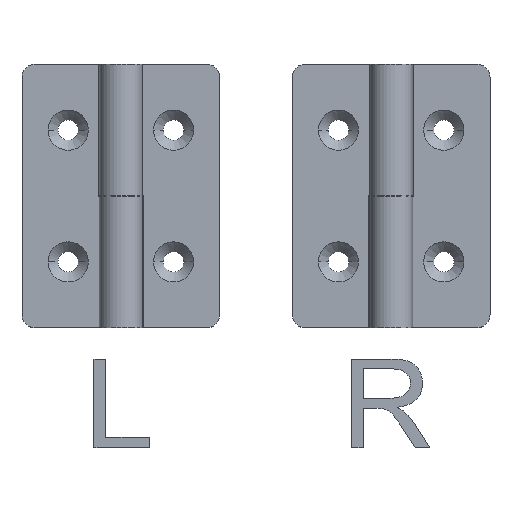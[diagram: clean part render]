
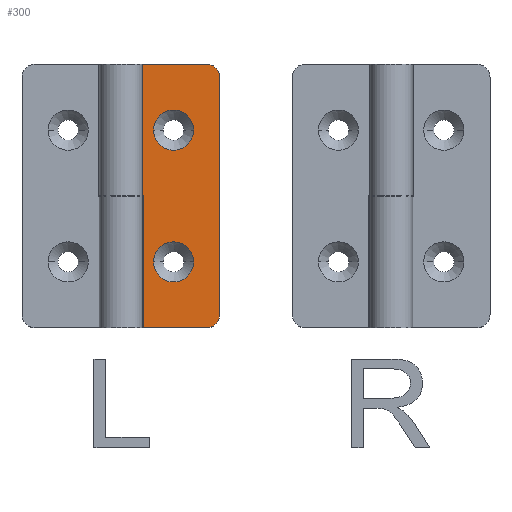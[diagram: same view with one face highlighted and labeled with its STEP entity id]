
A CAD part, top view. The second image highlights one B-rep face of the part: STEP entity #300.
In plain terms, the highlighted planar face has unit normal (0, 0, 1).
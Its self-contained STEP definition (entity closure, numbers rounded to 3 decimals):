
#25=(
BOUNDED_CURVE()
B_SPLINE_CURVE(1,(#2879,#2880),.UNSPECIFIED.,.F.,.F.)
B_SPLINE_CURVE_WITH_KNOTS((2,2),(20.05,40.),.UNSPECIFIED.)
CURVE()
GEOMETRIC_REPRESENTATION_ITEM()
RATIONAL_B_SPLINE_CURVE((1.,1.))
REPRESENTATION_ITEM('')
);
#72=TRIMMED_CURVE($,#136,(#2930),(#2931),.T.,.CARTESIAN.);
#74=TRIMMED_CURVE($,#138,(#2940),(#2941),.T.,.CARTESIAN.);
#76=TRIMMED_CURVE($,#140,(#2954),(#2955),.T.,.CARTESIAN.);
#78=TRIMMED_CURVE($,#142,(#2960),(#2961),.T.,.CARTESIAN.);
#80=TRIMMED_CURVE($,#144,(#2970),(#2971),.T.,.CARTESIAN.);
#82=TRIMMED_CURVE($,#146,(#2980),(#2981),.T.,.CARTESIAN.);
#136=CIRCLE('',#1865,3.05);
#138=CIRCLE('',#1867,3.05);
#140=CIRCLE('',#1869,2.);
#142=CIRCLE('',#1871,2.);
#144=CIRCLE('',#1873,3.05);
#146=CIRCLE('',#1875,3.05);
#221=FACE_BOUND('',#509,.T.);
#222=FACE_BOUND('',#510,.T.);
#300=ADVANCED_FACE('',(#400,#221,#222),#1680,.T.);
#400=FACE_OUTER_BOUND('',#508,.T.);
#508=EDGE_LOOP('',(#829,#830,#831,#832,#833,#834,#835,#836));
#509=EDGE_LOOP('',(#837,#838));
#510=EDGE_LOOP('',(#839,#840));
#829=ORIENTED_EDGE('',*,*,#1228,.F.);
#830=ORIENTED_EDGE('',*,*,#1209,.T.);
#831=ORIENTED_EDGE('',*,*,#1195,.F.);
#832=ORIENTED_EDGE('',*,*,#1199,.F.);
#833=ORIENTED_EDGE('',*,*,#1213,.F.);
#834=ORIENTED_EDGE('',*,*,#1208,.F.);
#835=ORIENTED_EDGE('',*,*,#1226,.F.);
#836=ORIENTED_EDGE('',*,*,#1206,.T.);
#837=ORIENTED_EDGE('',*,*,#1231,.F.);
#838=ORIENTED_EDGE('',*,*,#1217,.F.);
#839=ORIENTED_EDGE('',*,*,#1220,.T.);
#840=ORIENTED_EDGE('',*,*,#1234,.T.);
#1195=EDGE_CURVE('',#1560,#1557,#25,.T.);
#1199=EDGE_CURVE('',#1566,#1560,#1420,.T.);
#1206=EDGE_CURVE('',#1577,#1576,#1425,.T.);
#1208=EDGE_CURVE('',#1578,#1567,#1427,.T.);
#1209=EDGE_CURVE('',#1579,#1557,#1428,.T.);
#1213=EDGE_CURVE('',#1567,#1566,#1432,.T.);
#1217=EDGE_CURVE('',#1569,#1580,#72,.T.);
#1220=EDGE_CURVE('',#1571,#1582,#74,.T.);
#1226=EDGE_CURVE('',#1577,#1578,#76,.T.);
#1228=EDGE_CURVE('',#1579,#1576,#78,.T.);
#1231=EDGE_CURVE('',#1580,#1569,#80,.T.);
#1234=EDGE_CURVE('',#1582,#1571,#82,.T.);
#1420=B_SPLINE_CURVE_WITH_KNOTS('',1,(#2888,#2889),.UNSPECIFIED.,.F.,.F.,
(2,2),(-44.95,-41.55),.UNSPECIFIED.);
#1425=B_SPLINE_CURVE_WITH_KNOTS('',1,(#2903,#2904),.UNSPECIFIED.,.F.,.F.,
(2,2),(2.,38.),.UNSPECIFIED.);
#1427=B_SPLINE_CURVE_WITH_KNOTS('',1,(#2907,#2908),.UNSPECIFIED.,.F.,.F.,
(2,2),(-29.5,-19.9),.UNSPECIFIED.);
#1428=B_SPLINE_CURVE_WITH_KNOTS('',1,(#2909,#2910),.UNSPECIFIED.,.F.,.F.,
(2,2),(-29.5,-16.5),.UNSPECIFIED.);
#1432=B_SPLINE_CURVE_WITH_KNOTS('',1,(#2917,#2918),.UNSPECIFIED.,.F.,.F.,
(2,2),(-65.,-44.95),.UNSPECIFIED.);
#1557=VERTEX_POINT('',#2845);
#1560=VERTEX_POINT('',#2848);
#1566=VERTEX_POINT('',#2854);
#1567=VERTEX_POINT('',#2855);
#1569=VERTEX_POINT('',#2857);
#1571=VERTEX_POINT('',#2859);
#1576=VERTEX_POINT('',#2864);
#1577=VERTEX_POINT('',#2865);
#1578=VERTEX_POINT('',#2866);
#1579=VERTEX_POINT('',#2867);
#1580=VERTEX_POINT('',#2868);
#1582=VERTEX_POINT('',#2870);
#1680=PLANE('',#1852);
#1852=AXIS2_PLACEMENT_3D('',#2756,#2014,$);
#1865=AXIS2_PLACEMENT_3D($,#2929,#2032,#2033);
#1867=AXIS2_PLACEMENT_3D($,#2939,#2036,#2037);
#1869=AXIS2_PLACEMENT_3D($,#2953,#2040,#2041);
#1871=AXIS2_PLACEMENT_3D($,#2959,#2044,#2045);
#1873=AXIS2_PLACEMENT_3D($,#2969,#2048,#2049);
#1875=AXIS2_PLACEMENT_3D($,#2979,#2052,#2053);
#2014=DIRECTION('',(0.,0.,1.));
#2032=DIRECTION('',(0.,0.,1.));
#2033=DIRECTION('',(-1.,0.,0.));
#2036=DIRECTION('',(0.,0.,-1.));
#2037=DIRECTION('',(-1.,0.,0.));
#2040=DIRECTION('',(0.,0.,-1.));
#2041=DIRECTION('',(1.,0.,0.));
#2044=DIRECTION('',(0.,0.,-1.));
#2045=DIRECTION('',(0.,1.,0.));
#2048=DIRECTION('',(0.,0.,1.));
#2049=DIRECTION('',(1.,0.,0.));
#2052=DIRECTION('',(0.,0.,-1.));
#2053=DIRECTION('',(1.,0.,0.));
#2756=CARTESIAN_POINT('',(-27.975,0.,7.536));
#2845=CARTESIAN_POINT('',(-42.975,40.,7.536));
#2848=CARTESIAN_POINT('',(-42.975,20.05,7.536));
#2854=CARTESIAN_POINT('',(-39.575,20.05,7.536));
#2855=CARTESIAN_POINT('',(-39.575,0.,7.536));
#2857=CARTESIAN_POINT('',(-38.025,30.,7.536));
#2859=CARTESIAN_POINT('',(-38.025,10.,7.536));
#2864=CARTESIAN_POINT('',(-27.975,38.,7.536));
#2865=CARTESIAN_POINT('',(-27.975,2.,7.536));
#2866=CARTESIAN_POINT('',(-29.975,0.,7.536));
#2867=CARTESIAN_POINT('',(-29.975,40.,7.536));
#2868=CARTESIAN_POINT('',(-31.925,30.,7.536));
#2870=CARTESIAN_POINT('',(-31.925,10.,7.536));
#2879=CARTESIAN_POINT('',(-42.975,20.05,7.536));
#2880=CARTESIAN_POINT('',(-42.975,40.,7.536));
#2888=CARTESIAN_POINT('',(-39.575,20.05,7.536));
#2889=CARTESIAN_POINT('',(-42.975,20.05,7.536));
#2903=CARTESIAN_POINT('',(-27.975,2.,7.536));
#2904=CARTESIAN_POINT('',(-27.975,38.,7.536));
#2907=CARTESIAN_POINT('',(-29.975,0.,7.536));
#2908=CARTESIAN_POINT('',(-39.575,0.,7.536));
#2909=CARTESIAN_POINT('',(-29.975,40.,7.536));
#2910=CARTESIAN_POINT('',(-42.975,40.,7.536));
#2917=CARTESIAN_POINT('',(-39.575,0.,7.536));
#2918=CARTESIAN_POINT('',(-39.575,20.05,7.536));
#2929=CARTESIAN_POINT('',(-34.975,30.,7.536));
#2930=CARTESIAN_POINT('',(-38.025,30.,7.536));
#2931=CARTESIAN_POINT('',(-31.925,30.,7.536));
#2939=CARTESIAN_POINT('',(-34.975,10.,7.536));
#2940=CARTESIAN_POINT('',(-38.025,10.,7.536));
#2941=CARTESIAN_POINT('',(-31.925,10.,7.536));
#2953=CARTESIAN_POINT('',(-29.975,2.,7.536));
#2954=CARTESIAN_POINT('',(-27.975,2.,7.536));
#2955=CARTESIAN_POINT('',(-29.975,0.,7.536));
#2959=CARTESIAN_POINT('',(-29.975,38.,7.536));
#2960=CARTESIAN_POINT('',(-29.975,40.,7.536));
#2961=CARTESIAN_POINT('',(-27.975,38.,7.536));
#2969=CARTESIAN_POINT('',(-34.975,30.,7.536));
#2970=CARTESIAN_POINT('',(-31.925,30.,7.536));
#2971=CARTESIAN_POINT('',(-38.025,30.,7.536));
#2979=CARTESIAN_POINT('',(-34.975,10.,7.536));
#2980=CARTESIAN_POINT('',(-31.925,10.,7.536));
#2981=CARTESIAN_POINT('',(-38.025,10.,7.536));
